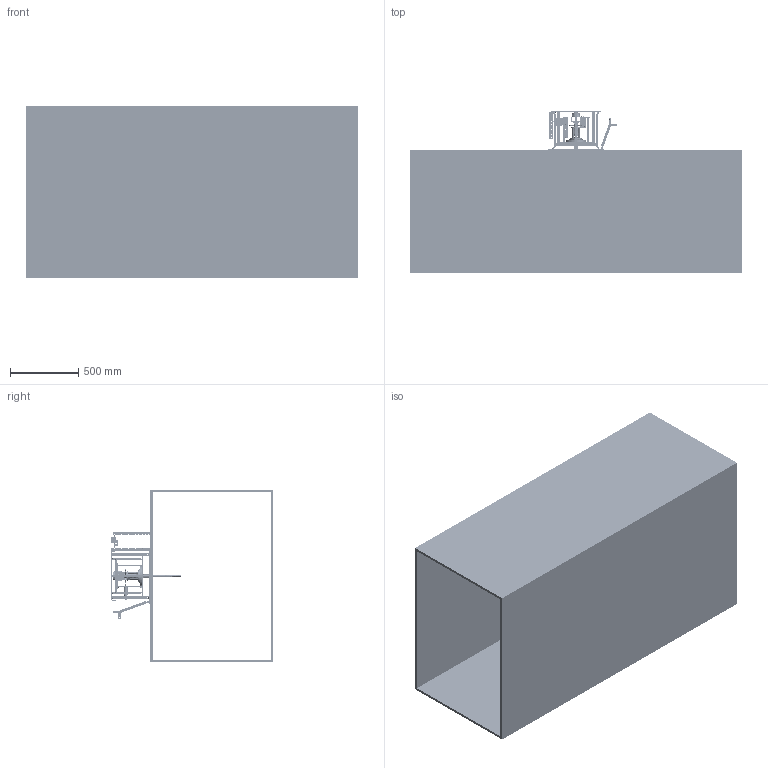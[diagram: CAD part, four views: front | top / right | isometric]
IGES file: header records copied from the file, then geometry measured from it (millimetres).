
Start section: SolidWorks IGES file using analytic representation for surfaces
Global section: file name: LRN-FB_FullAssembly.IGS; native system: SolidWorks 2017; preprocessor: SolidWorks 2017; author: APA; date: 180705.150045; units: inch
Bounding box: 2438.4 x 1191.26 x 1270 mm (x, y, z)
Surface area: 22688169.3 mm2 (no closed solid volume)
Topology: 0 solids, 4 shells, 7562 faces, 282994 edges, 310189 vertices
Faces by surface type: revolution 3807, bspline 3755
